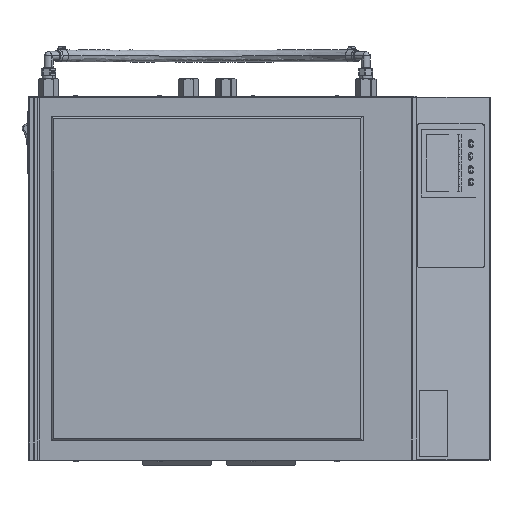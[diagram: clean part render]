
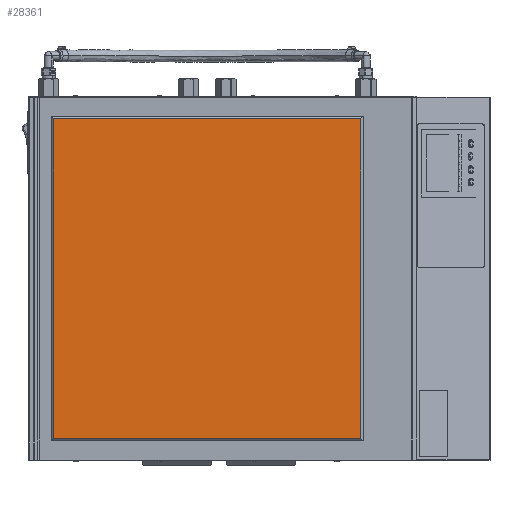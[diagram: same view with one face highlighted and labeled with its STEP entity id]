
A CAD part, top view. The second image highlights one B-rep face of the part: STEP entity #28361.
In plain terms, the highlighted planar face has unit normal (0, 0, 1).
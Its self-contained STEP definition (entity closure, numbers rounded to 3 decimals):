
#6089 = DIRECTION ( 'NONE',  ( 0., 0., -1. ) ) ;
#7391 = VERTEX_POINT ( 'NONE', #18190 ) ;
#7714 = CARTESIAN_POINT ( 'NONE',  ( -5.385, 14.3, 5.515 ) ) ;
#7867 = DIRECTION ( 'NONE',  ( 1., 0., 0. ) ) ;
#13326 = VERTEX_POINT ( 'NONE', #19436 ) ;
#15390 = FACE_OUTER_BOUND ( 'NONE', #63481, .T. ) ;
#18190 = CARTESIAN_POINT ( 'NONE',  ( -5.385, 0.9, 5.515 ) ) ;
#19436 = CARTESIAN_POINT ( 'NONE',  ( -18.185, 0.9, 5.515 ) ) ;
#19984 = AXIS2_PLACEMENT_3D ( 'NONE', #36888, #6089, #42022 ) ;
#21991 = CARTESIAN_POINT ( 'NONE',  ( -18.185, 0.8, 5.515 ) ) ;
#23522 = EDGE_CURVE ( 'NONE', #7391, #47781, #50298, .T. ) ;
#28331 = VECTOR ( 'NONE', #35813, 39.37 ) ;
#28361 = ADVANCED_FACE ( 'NONE', ( #15390 ), #57258, .F. ) ;
#34802 = LINE ( 'NONE', #56411, #28331 ) ;
#35813 = DIRECTION ( 'NONE',  ( -1., 0., 0. ) ) ;
#36698 = VECTOR ( 'NONE', #43842, 39.37 ) ;
#36888 = CARTESIAN_POINT ( 'NONE',  ( -11.785, 7.55, 5.515 ) ) ;
#38244 = LINE ( 'NONE', #64186, #65458 ) ;
#39780 = CARTESIAN_POINT ( 'NONE',  ( -5.385, 14.2, 5.515 ) ) ;
#41498 = EDGE_CURVE ( 'NONE', #13326, #7391, #38244, .T. ) ;
#41827 = ORIENTED_EDGE ( 'NONE', *, *, #44749, .T. ) ;
#42022 = DIRECTION ( 'NONE',  ( 0., -1., 0. ) ) ;
#42236 = VERTEX_POINT ( 'NONE', #59748 ) ;
#43842 = DIRECTION ( 'NONE',  ( 0., 1., 0. ) ) ;
#44749 = EDGE_CURVE ( 'NONE', #47781, #42236, #34802, .T. ) ;
#45194 = ORIENTED_EDGE ( 'NONE', *, *, #23522, .T. ) ;
#47586 = ORIENTED_EDGE ( 'NONE', *, *, #52221, .T. ) ;
#47781 = VERTEX_POINT ( 'NONE', #39780 ) ;
#50298 = LINE ( 'NONE', #7714, #36698 ) ;
#52221 = EDGE_CURVE ( 'NONE', #42236, #13326, #62417, .T. ) ;
#52748 = DIRECTION ( 'NONE',  ( 0., -1., 0. ) ) ;
#56411 = CARTESIAN_POINT ( 'NONE',  ( -18.285, 14.2, 5.515 ) ) ;
#57258 = PLANE ( 'NONE',  #19984 ) ;
#57852 = ORIENTED_EDGE ( 'NONE', *, *, #41498, .T. ) ;
#59748 = CARTESIAN_POINT ( 'NONE',  ( -18.185, 14.2, 5.515 ) ) ;
#60802 = VECTOR ( 'NONE', #52748, 39.37 ) ;
#62417 = LINE ( 'NONE', #21991, #60802 ) ;
#63481 = EDGE_LOOP ( 'NONE', ( #57852, #45194, #41827, #47586 ) ) ;
#64186 = CARTESIAN_POINT ( 'NONE',  ( -5.285, 0.9, 5.515 ) ) ;
#65458 = VECTOR ( 'NONE', #7867, 39.37 ) ;
